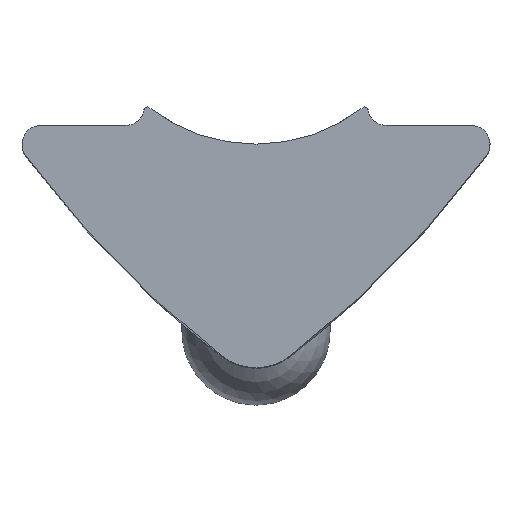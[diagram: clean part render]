
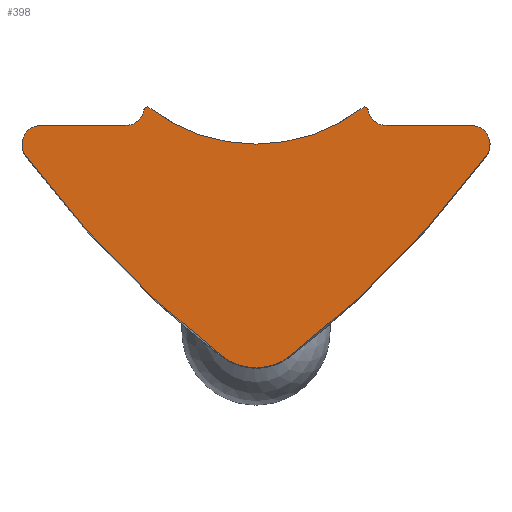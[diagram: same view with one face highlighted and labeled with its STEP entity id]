
A CAD part, top view. The second image highlights one B-rep face of the part: STEP entity #398.
In plain terms, the highlighted planar face has unit normal (0, 0, 1).
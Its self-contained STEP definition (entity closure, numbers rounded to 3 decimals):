
#84=CARTESIAN_POINT('',(-2.9,0.,17.0));
#85=VERTEX_POINT('',#84);
#92=CARTESIAN_POINT('',(2.9,0.,17.0));
#93=VERTEX_POINT('',#92);
#94=CARTESIAN_POINT('',(0.,3.705,17.0));
#95=DIRECTION('',(0.0,0.0,-1.0));
#96=DIRECTION('',(-0.616,-0.787,0.0));
#97=AXIS2_PLACEMENT_3D('',#94,#95,#96);
#98=CIRCLE('',#97,4.705);
#99=EDGE_CURVE('',#93,#85,#98,.T.);
#279=CARTESIAN_POINT('',(0.,-2.16,17.0));
#280=DIRECTION('',(0.0,0.0,1.0));
#281=DIRECTION('',(1.0,0.0,0.0));
#282=AXIS2_PLACEMENT_3D('',#279,#280,#281);
#283=PLANE('',#282);
#284=ORIENTED_EDGE('',*,*,#99,.T.);
#285=CARTESIAN_POINT('',(-2.908,0.,17.0));
#286=VERTEX_POINT('',#285);
#287=CARTESIAN_POINT('',(-2.9,0.,17.0));
#288=DIRECTION('',(-1.0,0.0,0.0));
#289=VECTOR('',#288,0.008);
#290=LINE('',#287,#289);
#291=EDGE_CURVE('',#85,#286,#290,.T.);
#292=ORIENTED_EDGE('',*,*,#291,.T.);
#293=CARTESIAN_POINT('',(-3.007,-0.083,17.0));
#294=VERTEX_POINT('',#293);
#295=CARTESIAN_POINT('',(-2.908,-0.1,17.0));
#296=DIRECTION('',(0.0,0.0,-1.0));
#297=DIRECTION('',(-0.645,0.764,0.0));
#298=AXIS2_PLACEMENT_3D('',#295,#296,#297);
#299=CIRCLE('',#298,0.1);
#300=EDGE_CURVE('',#294,#286,#299,.T.);
#301=ORIENTED_EDGE('',*,*,#300,.F.);
#302=CARTESIAN_POINT('',(-3.5,-0.5,17.0));
#303=VERTEX_POINT('',#302);
#304=CARTESIAN_POINT('',(-3.5,0.,17.0));
#305=DIRECTION('',(0.0,0.0,1.0));
#306=DIRECTION('',(0.707,-0.707,0.0));
#307=AXIS2_PLACEMENT_3D('',#304,#305,#306);
#308=CIRCLE('',#307,0.5);
#309=EDGE_CURVE('',#303,#294,#308,.T.);
#310=ORIENTED_EDGE('',*,*,#309,.F.);
#311=CARTESIAN_POINT('',(-5.782,-0.5,17.0));
#312=VERTEX_POINT('',#311);
#313=CARTESIAN_POINT('',(-3.5,-0.5,17.0));
#314=DIRECTION('',(-1.0,0.0,0.0));
#315=VECTOR('',#314,2.282);
#316=LINE('',#313,#315);
#317=EDGE_CURVE('',#303,#312,#316,.T.);
#318=ORIENTED_EDGE('',*,*,#317,.T.);
#319=CARTESIAN_POINT('',(-6.184,-1.297,17.0));
#320=VERTEX_POINT('',#319);
#321=CARTESIAN_POINT('',(-5.782,-1.,17.0));
#322=DIRECTION('',(0.0,0.0,-1.0));
#323=DIRECTION('',(-0.893,0.451,0.0));
#324=AXIS2_PLACEMENT_3D('',#321,#322,#323);
#325=CIRCLE('',#324,0.5);
#326=EDGE_CURVE('',#320,#312,#325,.T.);
#327=ORIENTED_EDGE('',*,*,#326,.F.);
#328=CARTESIAN_POINT('',(-0.936,-6.674,17.0));
#329=VERTEX_POINT('',#328);
#330=CARTESIAN_POINT('',(15.813,14.923,17.0));
#331=DIRECTION('',(0.0,0.0,1.0));
#332=DIRECTION('',(-0.826,-0.564,0.0));
#333=AXIS2_PLACEMENT_3D('',#330,#331,#332);
#334=CIRCLE('',#333,27.33);
#335=EDGE_CURVE('',#320,#329,#334,.T.);
#336=ORIENTED_EDGE('',*,*,#335,.T.);
#337=CARTESIAN_POINT('',(0.936,-6.674,17.0));
#338=VERTEX_POINT('',#337);
#339=CARTESIAN_POINT('',(0.0,-5.494,17.0));
#340=DIRECTION('',(0.0,0.0,1.0));
#341=DIRECTION('',(-0.621,-0.784,0.0));
#342=AXIS2_PLACEMENT_3D('',#339,#340,#341);
#343=CIRCLE('',#342,1.506);
#344=EDGE_CURVE('',#329,#338,#343,.T.);
#345=ORIENTED_EDGE('',*,*,#344,.T.);
#346=CARTESIAN_POINT('',(6.184,-1.297,17.0));
#347=VERTEX_POINT('',#346);
#348=CARTESIAN_POINT('',(-15.813,14.923,17.0));
#349=DIRECTION('',(0.0,0.0,1.0));
#350=DIRECTION('',(0.613,-0.79,0.0));
#351=AXIS2_PLACEMENT_3D('',#348,#349,#350);
#352=CIRCLE('',#351,27.33);
#353=EDGE_CURVE('',#338,#347,#352,.T.);
#354=ORIENTED_EDGE('',*,*,#353,.T.);
#355=CARTESIAN_POINT('',(5.782,-0.5,17.0));
#356=VERTEX_POINT('',#355);
#357=CARTESIAN_POINT('',(5.782,-1.,17.0));
#358=DIRECTION('',(0.0,0.0,-1.0));
#359=DIRECTION('',(0.893,0.451,0.0));
#360=AXIS2_PLACEMENT_3D('',#357,#358,#359);
#361=CIRCLE('',#360,0.5);
#362=EDGE_CURVE('',#356,#347,#361,.T.);
#363=ORIENTED_EDGE('',*,*,#362,.F.);
#364=CARTESIAN_POINT('',(3.5,-0.5,17.0));
#365=VERTEX_POINT('',#364);
#366=CARTESIAN_POINT('',(5.782,-0.5,17.0));
#367=DIRECTION('',(-1.0,0.0,0.0));
#368=VECTOR('',#367,2.282);
#369=LINE('',#366,#368);
#370=EDGE_CURVE('',#356,#365,#369,.T.);
#371=ORIENTED_EDGE('',*,*,#370,.T.);
#372=CARTESIAN_POINT('',(3.007,-0.083,17.0));
#373=VERTEX_POINT('',#372);
#374=CARTESIAN_POINT('',(3.5,0.,17.0));
#375=DIRECTION('',(0.0,0.0,1.0));
#376=DIRECTION('',(-0.707,-0.707,0.0));
#377=AXIS2_PLACEMENT_3D('',#374,#375,#376);
#378=CIRCLE('',#377,0.5);
#379=EDGE_CURVE('',#373,#365,#378,.T.);
#380=ORIENTED_EDGE('',*,*,#379,.F.);
#381=CARTESIAN_POINT('',(2.908,0.,17.0));
#382=VERTEX_POINT('',#381);
#383=CARTESIAN_POINT('',(2.908,-0.1,17.0));
#384=DIRECTION('',(0.0,0.0,-1.0));
#385=DIRECTION('',(0.645,0.764,0.0));
#386=AXIS2_PLACEMENT_3D('',#383,#384,#385);
#387=CIRCLE('',#386,0.1);
#388=EDGE_CURVE('',#382,#373,#387,.T.);
#389=ORIENTED_EDGE('',*,*,#388,.F.);
#390=CARTESIAN_POINT('',(2.908,0.,17.0));
#391=DIRECTION('',(-1.0,0.0,0.0));
#392=VECTOR('',#391,0.008);
#393=LINE('',#390,#392);
#394=EDGE_CURVE('',#382,#93,#393,.T.);
#395=ORIENTED_EDGE('',*,*,#394,.T.);
#396=EDGE_LOOP('',(#284,#292,#301,#310,#318,#327,#336,#345,#354,#363,#371,#380,#389,#395));
#397=FACE_OUTER_BOUND('',#396,.T.);
#398=ADVANCED_FACE('',(#397),#283,.T.);
